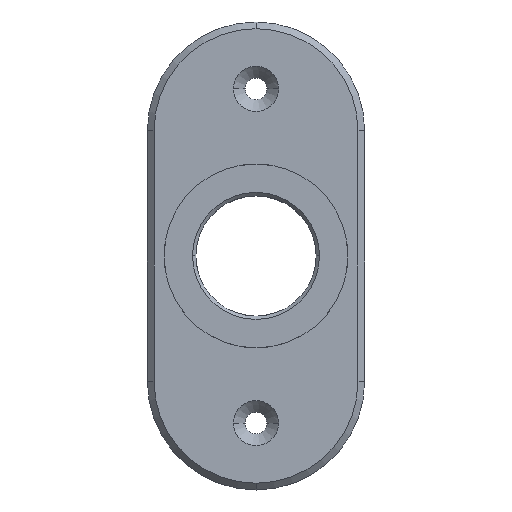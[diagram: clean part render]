
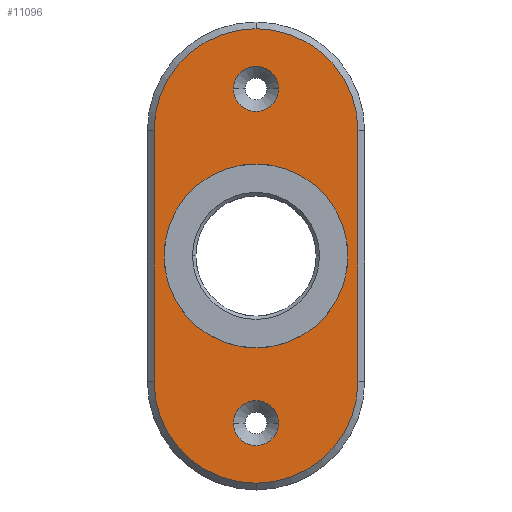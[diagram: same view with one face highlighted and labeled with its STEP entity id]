
A CAD part, top view. The second image highlights one B-rep face of the part: STEP entity #11096.
In plain terms, the highlighted planar face has unit normal (0, 0, 1).
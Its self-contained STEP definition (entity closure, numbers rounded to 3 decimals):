
#262 = ORIENTED_EDGE ( 'NONE', *, *, #3111, .T. ) ;
#607 = DIRECTION ( 'NONE',  ( 1., 0., 0. ) ) ;
#705 = EDGE_CURVE ( 'NONE', #3108, #18737, #18997, .T. ) ;
#836 = ORIENTED_EDGE ( 'NONE', *, *, #11495, .T. ) ;
#905 = ORIENTED_EDGE ( 'NONE', *, *, #14366, .T. ) ;
#952 = ORIENTED_EDGE ( 'NONE', *, *, #705, .T. ) ;
#978 = AXIS2_PLACEMENT_3D ( 'NONE', #14573, #5396, #19459 ) ;
#1382 = VERTEX_POINT ( 'NONE', #10683 ) ;
#1399 = ORIENTED_EDGE ( 'NONE', *, *, #12266, .T. ) ;
#2498 = DIRECTION ( 'NONE',  ( 0., 0., 1. ) ) ;
#3108 = VERTEX_POINT ( 'NONE', #3891 ) ;
#3111 = EDGE_CURVE ( 'NONE', #11531, #8563, #5300, .T. ) ;
#3314 = CARTESIAN_POINT ( 'NONE',  ( -6.75, -50., 6. ) ) ;
#3335 = DIRECTION ( 'NONE',  ( 0., 1., 0. ) ) ;
#3474 = CARTESIAN_POINT ( 'NONE',  ( 0., 21., 6. ) ) ;
#3891 = CARTESIAN_POINT ( 'NONE',  ( 30.5, 37.5, 6. ) ) ;
#3928 = CARTESIAN_POINT ( 'NONE',  ( -30.5, -37.5, 6. ) ) ;
#3995 = EDGE_LOOP ( 'NONE', ( #262, #836 ) ) ;
#4168 = CARTESIAN_POINT ( 'NONE',  ( 0., -21., 6. ) ) ;
#4266 = ORIENTED_EDGE ( 'NONE', *, *, #15476, .F. ) ;
#4309 = DIRECTION ( 'NONE',  ( 0., 0., 1. ) ) ;
#4421 = EDGE_CURVE ( 'NONE', #18737, #18722, #11724, .T. ) ;
#4454 = CIRCLE ( 'NONE', #17445, 6.75 ) ;
#4500 = CIRCLE ( 'NONE', #13732, 30.5 ) ;
#4601 = VERTEX_POINT ( 'NONE', #14116 ) ;
#4954 = LINE ( 'NONE', #9705, #6638 ) ;
#5053 = CARTESIAN_POINT ( 'NONE',  ( 6.75, -50., 6. ) ) ;
#5237 = DIRECTION ( 'NONE',  ( 1., 0., 0. ) ) ;
#5300 = CIRCLE ( 'NONE', #13869, 21. ) ;
#5396 = DIRECTION ( 'NONE',  ( 0., 0., 1. ) ) ;
#5398 = DIRECTION ( 'NONE',  ( 0., -1., 0. ) ) ;
#5418 = EDGE_LOOP ( 'NONE', ( #905, #12678, #5764, #952, #7135, #1399 ) ) ;
#5447 = FACE_OUTER_BOUND ( 'NONE', #5418, .T. ) ;
#5522 = VERTEX_POINT ( 'NONE', #3314 ) ;
#5764 = ORIENTED_EDGE ( 'NONE', *, *, #16066, .T. ) ;
#6055 = DIRECTION ( 'NONE',  ( 0., -1., 0. ) ) ;
#6406 = CIRCLE ( 'NONE', #14751, 6.75 ) ;
#6423 = CARTESIAN_POINT ( 'NONE',  ( 0., -50., 6. ) ) ;
#6584 = ORIENTED_EDGE ( 'NONE', *, *, #14944, .F. ) ;
#6638 = VECTOR ( 'NONE', #3335, 1000. ) ;
#6787 = AXIS2_PLACEMENT_3D ( 'NONE', #15212, #4309, #6055 ) ;
#6811 = AXIS2_PLACEMENT_3D ( 'NONE', #8309, #15992, #9515 ) ;
#6860 = DIRECTION ( 'NONE',  ( 0., 0., 1. ) ) ;
#7073 = CARTESIAN_POINT ( 'NONE',  ( 0., -37.5, 6. ) ) ;
#7122 = CARTESIAN_POINT ( 'NONE',  ( 0., 0., 6. ) ) ;
#7135 = ORIENTED_EDGE ( 'NONE', *, *, #4421, .T. ) ;
#7213 = CARTESIAN_POINT ( 'NONE',  ( 0., -50., 6. ) ) ;
#7528 = DIRECTION ( 'NONE',  ( 0., -1., 0. ) ) ;
#7861 = FACE_BOUND ( 'NONE', #14087, .T. ) ;
#8309 = CARTESIAN_POINT ( 'NONE',  ( 0., 37.5, 6. ) ) ;
#8365 = AXIS2_PLACEMENT_3D ( 'NONE', #7073, #2498, #5398 ) ;
#8551 = DIRECTION ( 'NONE',  ( 0., -1., 0. ) ) ;
#8563 = VERTEX_POINT ( 'NONE', #3474 ) ;
#8651 = DIRECTION ( 'NONE',  ( 0., 0., -1. ) ) ;
#8735 = PLANE ( 'NONE',  #978 ) ;
#8785 = DIRECTION ( 'NONE',  ( 0., 1., 0. ) ) ;
#9048 = DIRECTION ( 'NONE',  ( 0., 0., 1. ) ) ;
#9219 = AXIS2_PLACEMENT_3D ( 'NONE', #11396, #16065, #5237 ) ;
#9367 = DIRECTION ( 'NONE',  ( 0., 0., 1. ) ) ;
#9515 = DIRECTION ( 'NONE',  ( 0., -1., 0. ) ) ;
#9586 = EDGE_CURVE ( 'NONE', #19577, #1382, #10026, .T. ) ;
#9705 = CARTESIAN_POINT ( 'NONE',  ( 30.5, 37.5, 6. ) ) ;
#9799 = DIRECTION ( 'NONE',  ( 0., 0., -1. ) ) ;
#9813 = CARTESIAN_POINT ( 'NONE',  ( -6.75, 50., 6. ) ) ;
#10026 = CIRCLE ( 'NONE', #9219, 6.75 ) ;
#10481 = CIRCLE ( 'NONE', #18189, 21. ) ;
#10683 = CARTESIAN_POINT ( 'NONE',  ( 6.75, 50., 6. ) ) ;
#10902 = DIRECTION ( 'NONE',  ( 1., 0., 0. ) ) ;
#11032 = ORIENTED_EDGE ( 'NONE', *, *, #9586, .F. ) ;
#11094 = EDGE_CURVE ( 'NONE', #5522, #15498, #19833, .T. ) ;
#11096 = ADVANCED_FACE ( 'NONE', ( #11199, #7861, #5447, #11455 ), #8735, .T. ) ;
#11199 = FACE_BOUND ( 'NONE', #11676, .T. ) ;
#11309 = VERTEX_POINT ( 'NONE', #12535 ) ;
#11341 = CARTESIAN_POINT ( 'NONE',  ( 0., 0., 6. ) ) ;
#11396 = CARTESIAN_POINT ( 'NONE',  ( 0., 50., 6. ) ) ;
#11455 = FACE_BOUND ( 'NONE', #3995, .T. ) ;
#11495 = EDGE_CURVE ( 'NONE', #8563, #11531, #10481, .T. ) ;
#11531 = VERTEX_POINT ( 'NONE', #4168 ) ;
#11595 = DIRECTION ( 'NONE',  ( 0., 1., 0. ) ) ;
#11676 = EDGE_LOOP ( 'NONE', ( #4266, #11032 ) ) ;
#11724 = CIRCLE ( 'NONE', #6787, 30.5 ) ;
#11993 = CARTESIAN_POINT ( 'NONE',  ( 0., -37.5, 6. ) ) ;
#12266 = EDGE_CURVE ( 'NONE', #18722, #11309, #12670, .T. ) ;
#12535 = CARTESIAN_POINT ( 'NONE',  ( -30.5, -37.5, 6. ) ) ;
#12670 = LINE ( 'NONE', #3928, #13143 ) ;
#12678 = ORIENTED_EDGE ( 'NONE', *, *, #18428, .T. ) ;
#13062 = CARTESIAN_POINT ( 'NONE',  ( -30.5, 37.5, 6. ) ) ;
#13066 = CIRCLE ( 'NONE', #8365, 30.5 ) ;
#13143 = VECTOR ( 'NONE', #8551, 1000. ) ;
#13732 = AXIS2_PLACEMENT_3D ( 'NONE', #11993, #9048, #7528 ) ;
#13869 = AXIS2_PLACEMENT_3D ( 'NONE', #11341, #9799, #11595 ) ;
#14087 = EDGE_LOOP ( 'NONE', ( #6584, #16689 ) ) ;
#14116 = CARTESIAN_POINT ( 'NONE',  ( 0., -68., 6. ) ) ;
#14366 = EDGE_CURVE ( 'NONE', #11309, #4601, #4500, .T. ) ;
#14573 = CARTESIAN_POINT ( 'NONE',  ( 0., 0., 6. ) ) ;
#14751 = AXIS2_PLACEMENT_3D ( 'NONE', #6423, #9367, #10902 ) ;
#14944 = EDGE_CURVE ( 'NONE', #15498, #5522, #6406, .T. ) ;
#15212 = CARTESIAN_POINT ( 'NONE',  ( 0., 37.5, 6. ) ) ;
#15476 = EDGE_CURVE ( 'NONE', #1382, #19577, #4454, .T. ) ;
#15498 = VERTEX_POINT ( 'NONE', #5053 ) ;
#15800 = VERTEX_POINT ( 'NONE', #17540 ) ;
#15992 = DIRECTION ( 'NONE',  ( 0., 0., 1. ) ) ;
#16065 = DIRECTION ( 'NONE',  ( 0., 0., 1. ) ) ;
#16066 = EDGE_CURVE ( 'NONE', #15800, #3108, #4954, .T. ) ;
#16102 = DIRECTION ( 'NONE',  ( 1., 0., 0. ) ) ;
#16689 = ORIENTED_EDGE ( 'NONE', *, *, #11094, .F. ) ;
#17445 = AXIS2_PLACEMENT_3D ( 'NONE', #19112, #6860, #607 ) ;
#17540 = CARTESIAN_POINT ( 'NONE',  ( 30.5, -37.5, 6. ) ) ;
#17801 = AXIS2_PLACEMENT_3D ( 'NONE', #7213, #17908, #16102 ) ;
#17908 = DIRECTION ( 'NONE',  ( 0., 0., 1. ) ) ;
#18189 = AXIS2_PLACEMENT_3D ( 'NONE', #7122, #8651, #8785 ) ;
#18428 = EDGE_CURVE ( 'NONE', #4601, #15800, #13066, .T. ) ;
#18722 = VERTEX_POINT ( 'NONE', #13062 ) ;
#18737 = VERTEX_POINT ( 'NONE', #19438 ) ;
#18997 = CIRCLE ( 'NONE', #6811, 30.5 ) ;
#19112 = CARTESIAN_POINT ( 'NONE',  ( 0., 50., 6. ) ) ;
#19438 = CARTESIAN_POINT ( 'NONE',  ( 0., 68., 6. ) ) ;
#19459 = DIRECTION ( 'NONE',  ( 0., -1., 0. ) ) ;
#19577 = VERTEX_POINT ( 'NONE', #9813 ) ;
#19833 = CIRCLE ( 'NONE', #17801, 6.75 ) ;
